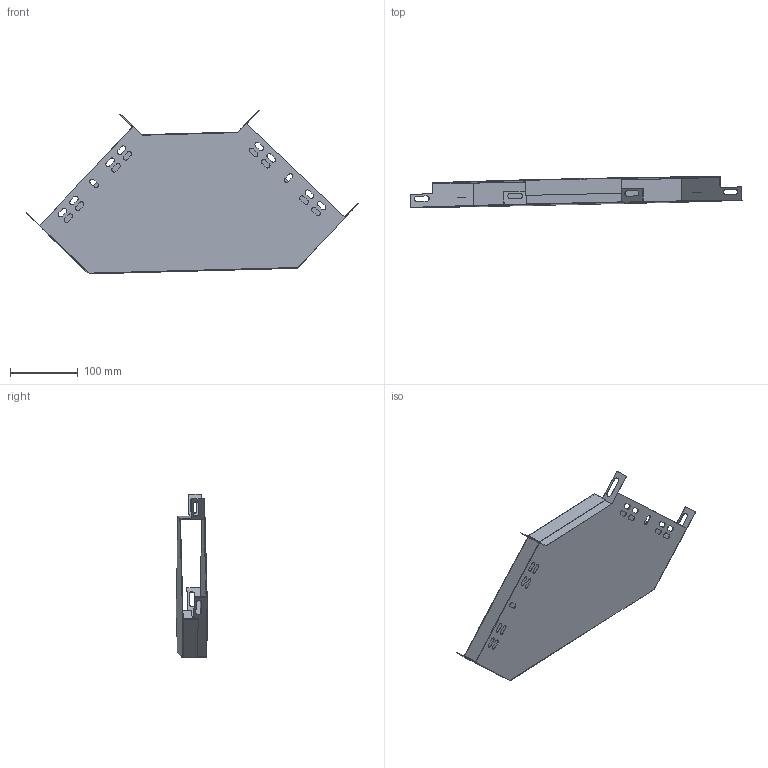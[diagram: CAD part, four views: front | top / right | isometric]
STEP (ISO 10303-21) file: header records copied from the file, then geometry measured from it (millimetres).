
FILE_DESCRIPTION (( 'STEP AP203' ), '1' );
FILE_NAME ('CLP1P-035-200-1 Ïîâîðîò íà 90 ãð. 35õ200 ìì..STEP', '2016-03-03T07:40:19', ( '' ), ( '' ), 'SwSTEP 2.0', 'SolidWorks 2014', '' );
FILE_SCHEMA (( 'CONFIG_CONTROL_DESIGN' ));
Length unit declared in the file: millimetre
Products named in the file (1): CLP1P-035-200-1 Ïîâîðîò íà 90 ãð. 35õ200 ìì.
Bounding box: 490.65 x 46.45 x 242.21 mm (x, y, z)
Volume: 133432.7 mm3; surface area: 338562.3 mm2
Topology: 2 solids, 2 shells, 138 faces, 398 edges, 264 vertices
Faces by surface type: plane 94, cylinder 44
Entity records: 4681 total; most frequent: CARTESIAN_POINT 801, ORIENTED_EDGE 796, DIRECTION 764, EDGE_CURVE 398, VECTOR 310, LINE 310, VERTEX_POINT 264, AXIS2_PLACEMENT_3D 227
